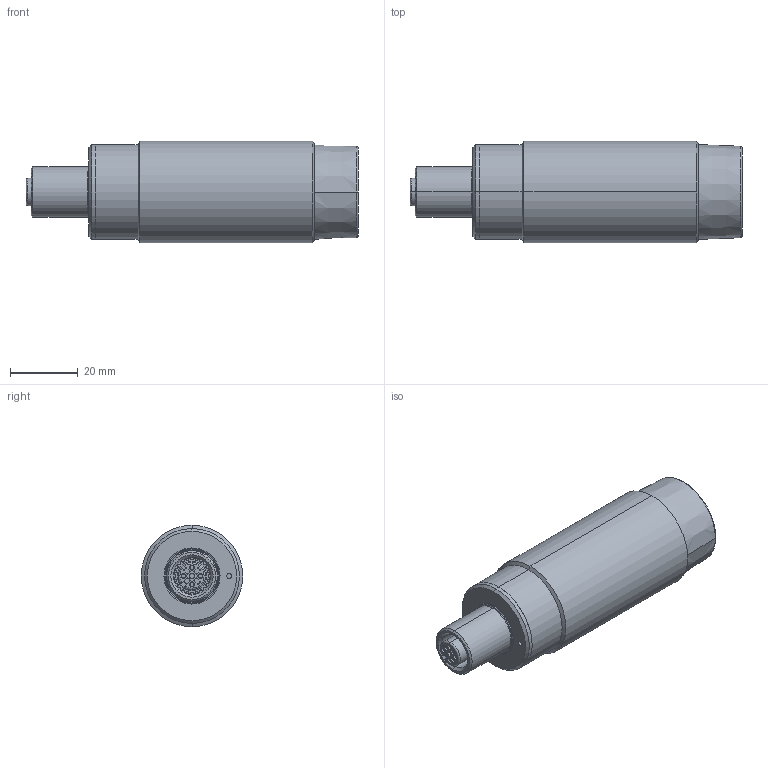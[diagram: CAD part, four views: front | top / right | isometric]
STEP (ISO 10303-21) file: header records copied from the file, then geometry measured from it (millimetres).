
FILE_DESCRIPTION (( 'STEP AP203' ), '1' );
FILE_NAME ('0E010981_INDUKTIVKOPPLER_REMOTE_M30_ALPHA_AXIAL.STEP', '2020-11-02T13:28:16', ( '' ), ( '' ), 'SwSTEP 2.0', 'SolidWorks 2019', '' );
FILE_SCHEMA (( 'CONFIG_CONTROL_DESIGN' ));
Length unit declared in the file: millimetre
Products named in the file (1): 0E010981_INDUKTIVKOPPLER_REMOTE_M30_ALPHA_AXIAL
Bounding box: 98.1 x 30 x 30 mm (x, y, z)
Volume: 14498.6 mm3; surface area: 20769.2 mm2
Topology: 5 solids, 5 shells, 501 faces, 1264 edges, 796 vertices
Faces by surface type: cylinder 293, plane 91, cone 58, torus 56, bspline 3
Entity records: 15193 total; most frequent: CARTESIAN_POINT 3167, DIRECTION 2647, ORIENTED_EDGE 2512, EDGE_CURVE 1256, AXIS2_PLACEMENT_3D 1116, VERTEX_POINT 796, CIRCLE 617, EDGE_LOOP 548
